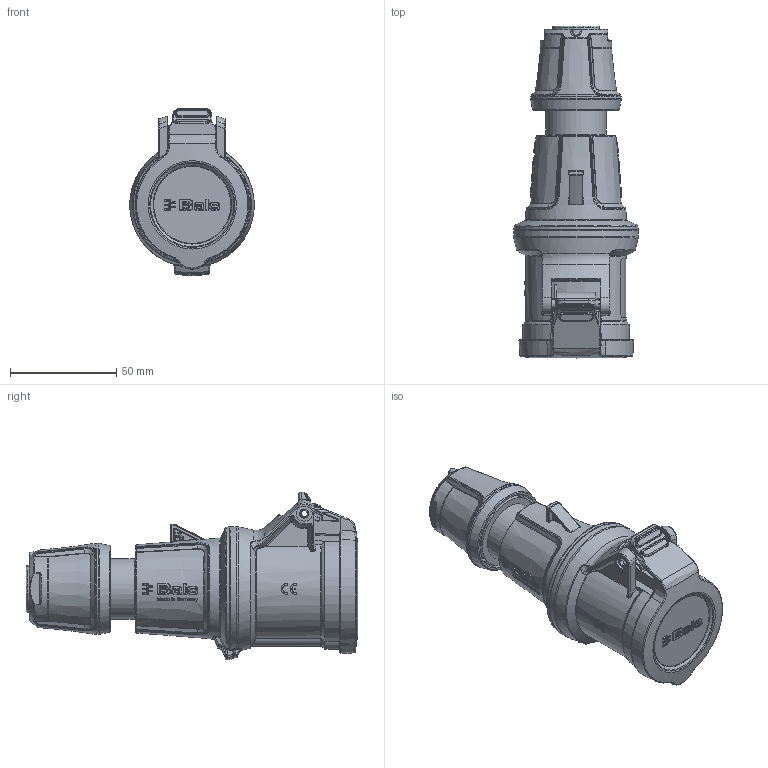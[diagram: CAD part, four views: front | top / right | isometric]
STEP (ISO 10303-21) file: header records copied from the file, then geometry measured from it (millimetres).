
FILE_DESCRIPTION(/* description */ (''),/* implementation_level */ '2;1');
FILE_NAME(/* name */ '311.stp',/* time_stamp */ '2023-09-08T08:15:18+02:00',/* author */ ('massmann'),/* organization */ (''),/* preprocessor_version */ 'ST-DEVELOPER v17',/* originating_system */ 'Autodesk Inventor 2018',/* authorisation */ '');
FILE_SCHEMA (('AUTOMOTIVE_DESIGN { 1 0 10303 214 3 1 1 }'));
Length unit declared in the file: millimetre
Products named in the file (1): 311
Bounding box: 58.69 x 156.53 x 78.95 mm (x, y, z)
Volume: 245728.6 mm3; surface area: 39508.2 mm2
Topology: 1 solids, 1 shells, 2354 faces, 6032 edges, 3770 vertices
Faces by surface type: bspline 1076, plane 576, cylinder 267, cone 178, torus 173, sphere 84
Full cylindrical faces by diameter (mm): 1.1 x2, 4.3 x3, 18.7 x1, 28.5 x1, 42.993 x1
Entity records: 117029 total; most frequent: CARTESIAN_POINT 64393, ORIENTED_EDGE 12020, DIRECTION 7932, EDGE_CURVE 6010, VERTEX_POINT 3771, AXIS2_PLACEMENT_3D 3101, EDGE_LOOP 2481, B_SPLINE_CURVE_WITH_KNOTS 2431
